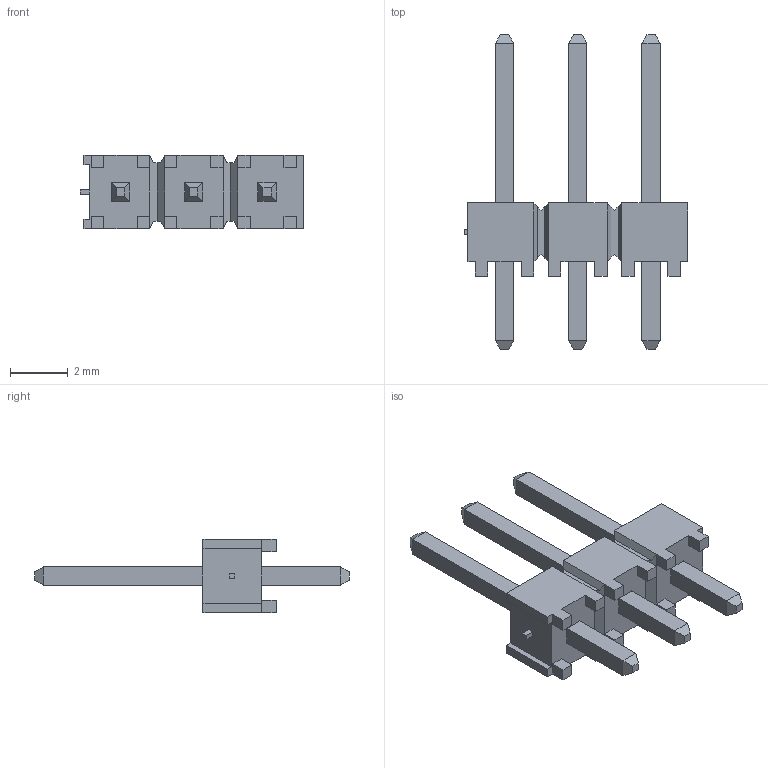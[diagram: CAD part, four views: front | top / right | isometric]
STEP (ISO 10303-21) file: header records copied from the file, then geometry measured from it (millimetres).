
FILE_DESCRIPTION( ( 'STEP AP214' ), ' ' );
FILE_NAME( 'TSW-103-07-G-S.stp', '2015-07-21T18:41:19', ( '' ), ( '' ), ' ', 'PARTsolutions', ' ' );
FILE_SCHEMA( ( 'AUTOMOTIVE_DESIGN { 1 0 10303 214 1 1 1 1 }' ) );
Length unit declared in the file: inch
Products named in the file (3): TSW-103-07-G-S; _TSW-103-07-G-S_body; _T-1S6-07-TSW-1-07-3-S
Assembly tree (2 placements, depth 2):
  TSW-103-07-G-S
    _TSW-103-07-G-S_body
    _T-1S6-07-TSW-1-07-3-S
Bounding box: 7.75 x 10.92 x 2.54 mm (x, y, z)
Volume: 49.3 mm3; surface area: 198.7 mm2
Topology: 2 solids, 2 shells, 163 faces, 408 edges, 256 vertices
Faces by surface type: plane 163
Entity records: 6068 total; most frequent: CARTESIAN_POINT 830, ORIENTED_EDGE 816, DIRECTION 740, EDGE_CURVE 408, LINE 408, VECTOR 408, VERTEX_POINT 256, EDGE_LOOP 176
